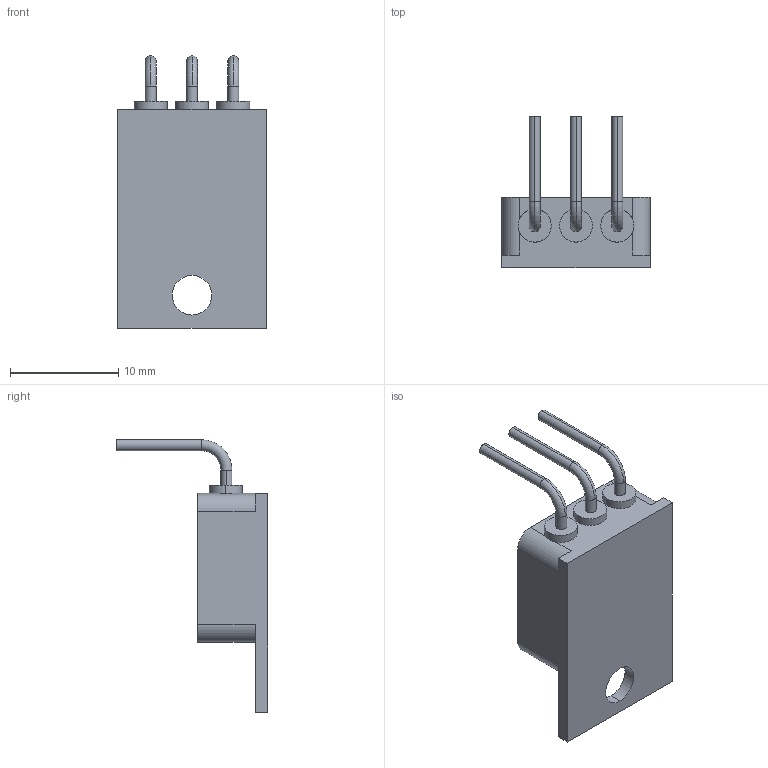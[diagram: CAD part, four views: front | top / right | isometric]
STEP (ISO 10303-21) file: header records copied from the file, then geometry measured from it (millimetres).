
FILE_DESCRIPTION (( 'STEP AP203' ), '1' );
FILE_NAME ('D100708G-STEP Rev C.STEP', '2021-11-11T13:51:54', ( '' ), ( '' ), 'SwSTEP 2.0', 'SolidWorks 2018', '' );
FILE_SCHEMA (( 'CONFIG_CONTROL_DESIGN' ));
Length unit declared in the file: inch
Products named in the file (1): D100708G-STEP Rev C
Bounding box: 13.72 x 13.97 x 25.15 mm (x, y, z)
Volume: 1343.3 mm3; surface area: 1049.1 mm2
Topology: 1 solids, 1 shells, 294 faces, 761 edges, 504 vertices
Faces by surface type: plane 204, bspline 51, cylinder 33, torus 6
Entity records: 12008 total; most frequent: CARTESIAN_POINT 4995, ORIENTED_EDGE 1522, DIRECTION 1229, EDGE_CURVE 761, VECTOR 577, LINE 577, VERTEX_POINT 504, EDGE_LOOP 331
